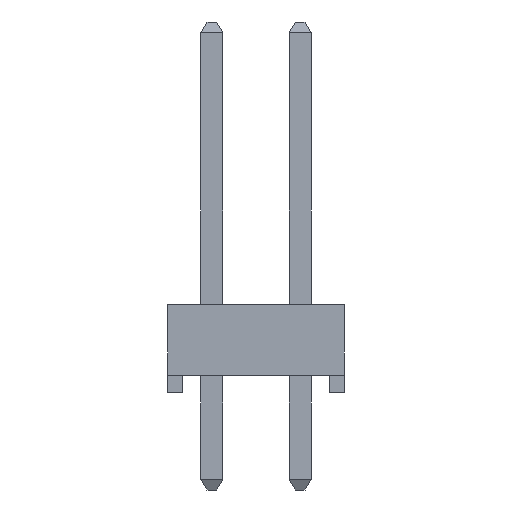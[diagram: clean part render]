
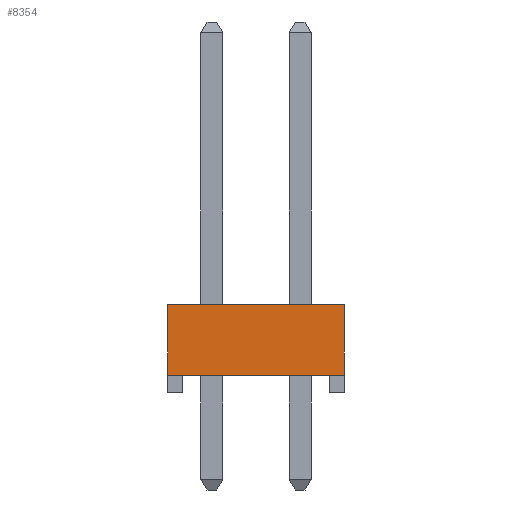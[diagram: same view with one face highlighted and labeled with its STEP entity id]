
A CAD part, left-side view. The second image highlights one B-rep face of the part: STEP entity #8354.
In plain terms, the highlighted planar face has unit normal (-1, 0, 0).
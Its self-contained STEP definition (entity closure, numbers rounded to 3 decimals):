
#2530 = VERTEX_POINT('',#2531);
#2531 = CARTESIAN_POINT('',(-1.26,-1.263,2.533));
#2547 = VERTEX_POINT('',#2548);
#2548 = CARTESIAN_POINT('',(-1.26,3.817,2.533));
#2554 = EDGE_CURVE('',#2547,#2530,#2555,.T.);
#2555 = LINE('',#2556,#2557);
#2556 = CARTESIAN_POINT('',(-1.26,3.817,2.533));
#2557 = VECTOR('',#2558,1.);
#2558 = DIRECTION('',(0.,-1.,0.));
#8296 = EDGE_CURVE('',#2530,#8297,#8299,.T.);
#8297 = VERTEX_POINT('',#8298);
#8298 = CARTESIAN_POINT('',(-1.26,-1.263,0.501));
#8299 = LINE('',#8300,#8301);
#8300 = CARTESIAN_POINT('',(-1.26,-1.263,2.533));
#8301 = VECTOR('',#8302,1.);
#8302 = DIRECTION('',(0.,0.,-1.));
#8354 = ADVANCED_FACE('',(#8355),#8373,.F.);
#8355 = FACE_BOUND('',#8356,.T.);
#8356 = EDGE_LOOP('',(#8357,#8365,#8366,#8367));
#8357 = ORIENTED_EDGE('',*,*,#8358,.F.);
#8358 = EDGE_CURVE('',#8297,#8359,#8361,.T.);
#8359 = VERTEX_POINT('',#8360);
#8360 = CARTESIAN_POINT('',(-1.26,3.817,0.501));
#8361 = LINE('',#8362,#8363);
#8362 = CARTESIAN_POINT('',(-1.26,3.817,0.501));
#8363 = VECTOR('',#8364,1.);
#8364 = DIRECTION('',(0.,1.,0.));
#8365 = ORIENTED_EDGE('',*,*,#8296,.F.);
#8366 = ORIENTED_EDGE('',*,*,#2554,.F.);
#8367 = ORIENTED_EDGE('',*,*,#8368,.T.);
#8368 = EDGE_CURVE('',#2547,#8359,#8369,.T.);
#8369 = LINE('',#8370,#8371);
#8370 = CARTESIAN_POINT('',(-1.26,3.817,2.533));
#8371 = VECTOR('',#8372,1.);
#8372 = DIRECTION('',(0.,0.,-1.));
#8373 = PLANE('',#8374);
#8374 = AXIS2_PLACEMENT_3D('',#8375,#8376,#8377);
#8375 = CARTESIAN_POINT('',(-1.26,3.817,2.533));
#8376 = DIRECTION('',(1.,0.,0.));
#8377 = DIRECTION('',(0.,1.,0.));
